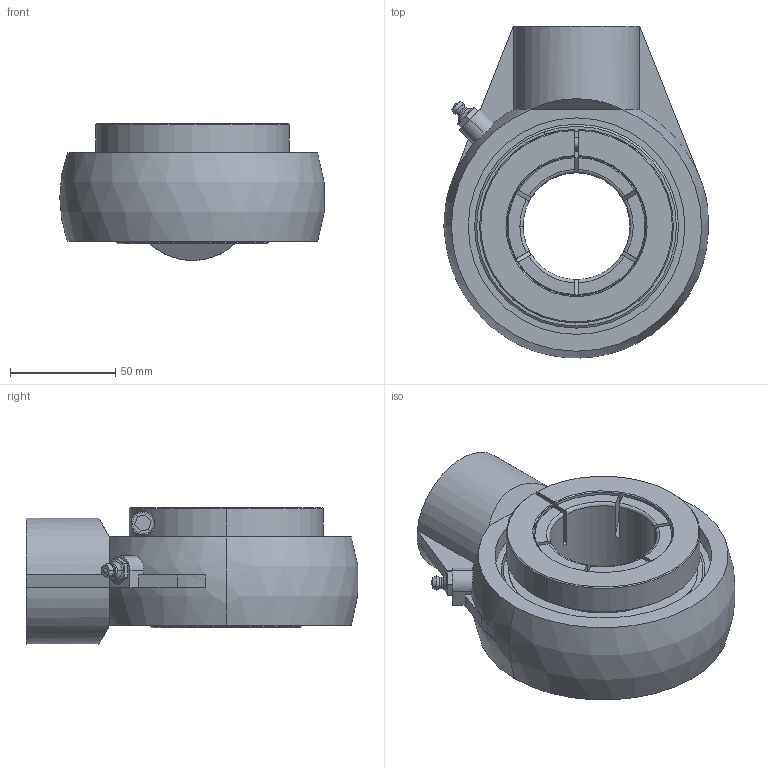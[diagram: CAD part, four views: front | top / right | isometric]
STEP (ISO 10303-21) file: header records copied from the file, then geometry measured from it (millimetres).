
FILE_DESCRIPTION(('HOOPS Exchange Step'),'2;1');
FILE_NAME('export-D73A466E-5CF8-4F3E-AE4A-F99E26860E9B.stp','2019-12-13T13:48:10-08:00',('ibuslach'),('Alibre'),'HOOPS Exchange 2019.2','Alibre','Unknown authorisation');
FILE_SCHEMA( ('AP242_MANAGED_MODEL_BASED_3D_ENGINEERING_MIM_LF {1 0 10303 442 1 1 4 }') );
Length unit declared in the file: centimetre
Products named in the file (8): ZERK 6mm; MRN SHA 211; SUE 211 SHIELD; SUE 211 LOCK RING; SUE 211 BOLT; SUE 211-32 RACES; MRN SUE 211-32; MRN SUEHA 211-32
Assembly tree (8 placements, depth 3):
  MRN SUEHA 211-32
    ZERK 6mm
    MRN SHA 211
    MRN SUE 211-32
      SUE 211 SHIELD  x2
      SUE 211 LOCK RING
      SUE 211 BOLT
      SUE 211-32 RACES
Bounding box: 125.5 x 157.57 x 64.83 mm (x, y, z)
Volume: 434939.6 mm3; surface area: 121021.2 mm2
Topology: 8 solids, 8 shells, 219 faces, 599 edges, 399 vertices
Faces by surface type: plane 89, cone 54, cylinder 47, torus 22, sphere 7
Full cylindrical faces by diameter (mm): 1.978 x2, 4.917 x2, 6 x2, 6.4 x1, 10 x1, 11.2 x1, 31.75 x1, 50.8 x1, 72 x4, 73.016 x2, 88 x2, 90 x2, 102.825 x1, 104.825 x1
Entity records: 10567 total; most frequent: CARTESIAN_POINT 4919, DIRECTION 1200, ORIENTED_EDGE 1152, EDGE_CURVE 576, AXIS2_PLACEMENT_3D 493, VERTEX_POINT 385, CIRCLE 255, EDGE_LOOP 237
